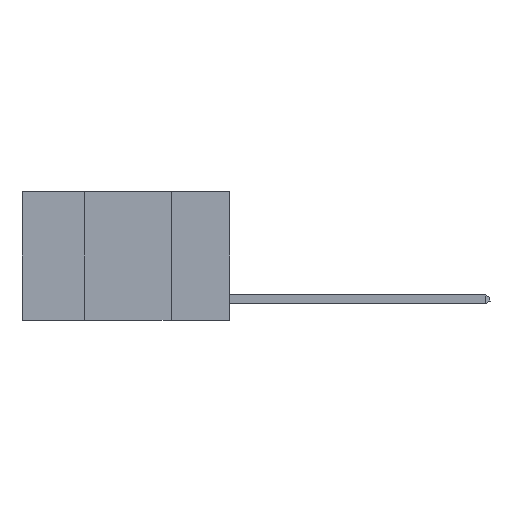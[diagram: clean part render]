
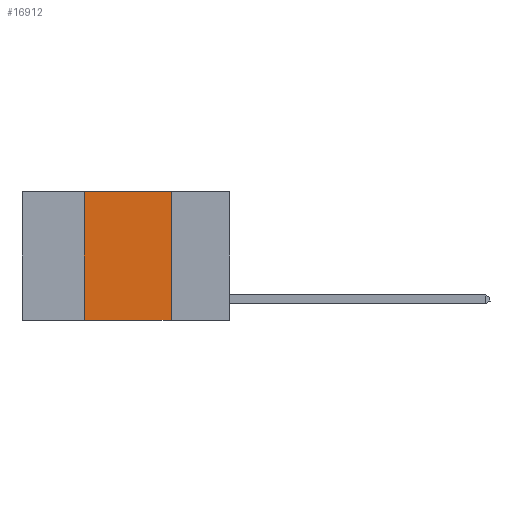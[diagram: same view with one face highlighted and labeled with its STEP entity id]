
A CAD part, left-side view. The second image highlights one B-rep face of the part: STEP entity #16912.
In plain terms, the highlighted planar face has unit normal (-1, 0, 0).
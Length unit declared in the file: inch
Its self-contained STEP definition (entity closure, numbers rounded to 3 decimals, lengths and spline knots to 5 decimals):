
#24 = CARTESIAN_POINT ( 'NONE',  ( 0., 0.6, 0. ) ) ;
#185 = CARTESIAN_POINT ( 'NONE',  ( 0., 0.17, 0. ) ) ;
#458 = CARTESIAN_POINT ( 'NONE',  ( 0., 0.6, -0.37 ) ) ;
#800 = AXIS2_PLACEMENT_3D ( 'NONE', #24, #3357, #14689 ) ;
#1659 = DIRECTION ( 'NONE',  ( 0., -1., 0. ) ) ;
#1769 = LINE ( 'NONE', #17728, #14209 ) ;
#2028 = CARTESIAN_POINT ( 'NONE',  ( 0., 0.17, 0. ) ) ;
#3357 = DIRECTION ( 'NONE',  ( 1., 0., 0. ) ) ;
#3512 = DIRECTION ( 'NONE',  ( 0., 0., -1. ) ) ;
#4852 = EDGE_CURVE ( 'NONE', #7820, #18198, #11059, .T. ) ;
#5914 = ORIENTED_EDGE ( 'NONE', *, *, #4852, .F. ) ;
#6230 = EDGE_CURVE ( 'NONE', #18198, #14463, #1769, .T. ) ;
#6738 = VECTOR ( 'NONE', #20604, 39.37008 ) ;
#7510 = LINE ( 'NONE', #185, #14216 ) ;
#7820 = VERTEX_POINT ( 'NONE', #18875 ) ;
#8152 = EDGE_CURVE ( 'NONE', #7820, #14224, #14870, .T. ) ;
#8731 = ORIENTED_EDGE ( 'NONE', *, *, #6230, .F. ) ;
#10303 = DIRECTION ( 'NONE',  ( 0., -1., 0. ) ) ;
#10766 = ORIENTED_EDGE ( 'NONE', *, *, #8152, .T. ) ;
#11059 = LINE ( 'NONE', #12688, #6738 ) ;
#12688 = CARTESIAN_POINT ( 'NONE',  ( 0., 0.42, 0. ) ) ;
#14209 = VECTOR ( 'NONE', #1659, 39.37008 ) ;
#14216 = VECTOR ( 'NONE', #3512, 39.37008 ) ;
#14224 = VERTEX_POINT ( 'NONE', #16036 ) ;
#14463 = VERTEX_POINT ( 'NONE', #2028 ) ;
#14502 = CARTESIAN_POINT ( 'NONE',  ( 0., 0.42, 0. ) ) ;
#14689 = DIRECTION ( 'NONE',  ( 0., 0., -1. ) ) ;
#14870 = LINE ( 'NONE', #458, #15356 ) ;
#15356 = VECTOR ( 'NONE', #10303, 39.37008 ) ;
#16036 = CARTESIAN_POINT ( 'NONE',  ( 0., 0.17, -0.37 ) ) ;
#16912 = ADVANCED_FACE ( 'NONE', ( #20566 ), #17767, .F. ) ;
#17591 = EDGE_LOOP ( 'NONE', ( #20879, #8731, #5914, #10766 ) ) ;
#17728 = CARTESIAN_POINT ( 'NONE',  ( 0., 0.6, 0. ) ) ;
#17767 = PLANE ( 'NONE',  #800 ) ;
#18198 = VERTEX_POINT ( 'NONE', #14502 ) ;
#18875 = CARTESIAN_POINT ( 'NONE',  ( 0., 0.42, -0.37 ) ) ;
#20222 = EDGE_CURVE ( 'NONE', #14463, #14224, #7510, .T. ) ;
#20566 = FACE_OUTER_BOUND ( 'NONE', #17591, .T. ) ;
#20604 = DIRECTION ( 'NONE',  ( 0., 0., 1. ) ) ;
#20879 = ORIENTED_EDGE ( 'NONE', *, *, #20222, .F. ) ;
